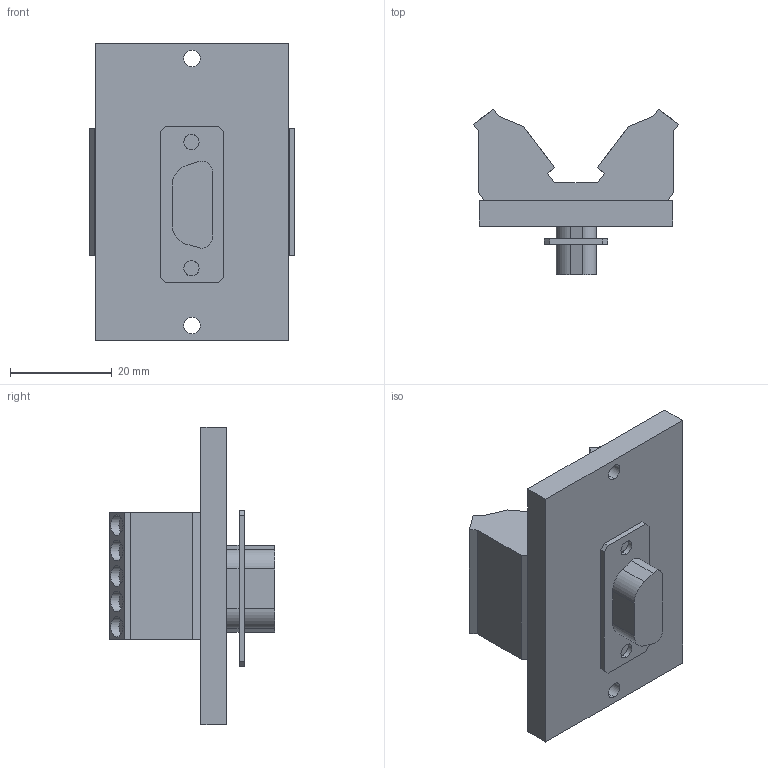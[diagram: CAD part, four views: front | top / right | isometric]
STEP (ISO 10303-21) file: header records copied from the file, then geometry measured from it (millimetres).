
FILE_DESCRIPTION(('SolidDesigner STEP Export'),'2;1');
FILE_NAME('2287135_DFLK_D_9_SUB_B-select.stp','2013-03-05T13:28:17',(''),(''),'Creo Elements/Direct Modeling STEP processor for AP214 (Solid Model)','Creo Elements/Direct Modeling 18.1 06-May-2012 (C) Parametric Technology GmbH','');
FILE_SCHEMA(('AUTOMOTIVE_DESIGN { 1 0 10303 214 1 1 1 1 }'));
Length unit declared in the file: millimetre
Products named in the file (2): 2287135_DFLK_D_9_SUB_B-select
Assembly tree (1 placements, depth 2):
  2287135_DFLK_D_9_SUB_B-select
    2287135_DFLK_D_9_SUB_B-select
Bounding box: 40.4 x 32.5 x 58.4 mm (x, y, z)
Volume: 22519.1 mm3; surface area: 9690 mm2
Topology: 1 solids, 1 shells, 162 faces, 412 edges, 276 vertices
Faces by surface type: plane 126, cylinder 36
Entity records: 6061 total; most frequent: ORIENTED_EDGE 824, CARTESIAN_POINT 820, DIRECTION 752, EDGE_CURVE 412, VECTOR 336, LINE 336, VERTEX_POINT 276, AXIS2_PLACEMENT_3D 208
